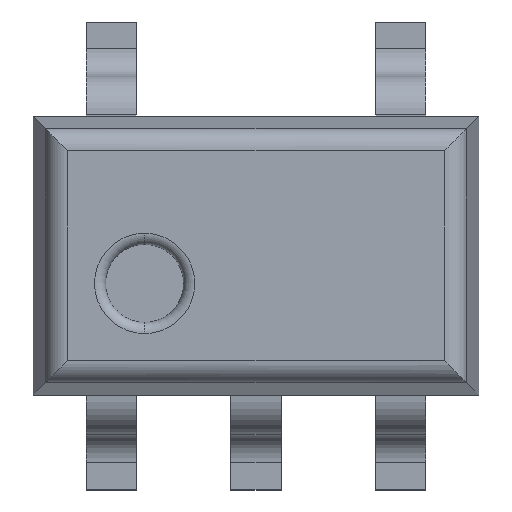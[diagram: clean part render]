
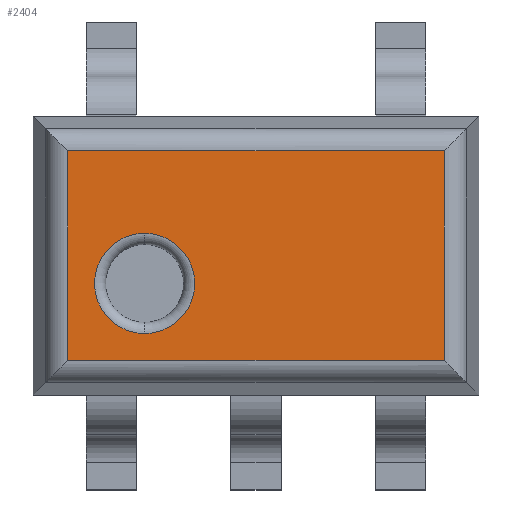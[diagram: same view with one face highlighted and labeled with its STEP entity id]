
A CAD part, top view. The second image highlights one B-rep face of the part: STEP entity #2404.
In plain terms, the highlighted planar face has unit normal (0, 0, 1).
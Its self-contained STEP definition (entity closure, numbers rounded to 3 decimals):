
#2198 = CARTESIAN_POINT ( 'NONE',  ( -0.5, -0.35, 1.1 ) ) ;
#2199 = VERTEX_POINT ( 'NONE', #2198 ) ;
#2207 = CARTESIAN_POINT ( 'NONE',  ( -0.5, 0.1, 1.1 ) ) ;
#2208 = VERTEX_POINT ( 'NONE', #2207 ) ;
#2209 = CARTESIAN_POINT ( 'NONE',  ( -0.5, -0.125, 1.1 ) ) ;
#2210 = DIRECTION ( 'NONE',  ( 0., 0., -1. ) ) ;
#2211 = DIRECTION ( 'NONE',  ( 0., 1., 0. ) ) ;
#2212 = AXIS2_PLACEMENT_3D ( 'NONE', #2209, #2210, #2211 ) ;
#2213 = CIRCLE ( 'NONE', #2212, 0.225) ;
#2214 = EDGE_CURVE ( 'NONE', #2208, #2199, #2213, .T. ) ;
#2355 = ORIENTED_EDGE ( 'NONE', *, *, #2214, .T. ) ;
#2356 = CARTESIAN_POINT ( 'NONE',  ( -0.5, -0.125, 1.1 ) ) ;
#2357 = DIRECTION ( 'NONE',  ( 0., 0., -1. ) ) ;
#2358 = DIRECTION ( 'NONE',  ( 0., 1., 0. ) ) ;
#2359 = AXIS2_PLACEMENT_3D ( 'NONE', #2356, #2357, #2358 ) ;
#2360 = CIRCLE ( 'NONE', #2359, 0.225) ;
#2361 = EDGE_CURVE ( 'NONE', #2199, #2208, #2360, .T. ) ;
#2362 = ORIENTED_EDGE ( 'NONE', *, *, #2361, .T. ) ;
#2363 = EDGE_LOOP ( 'NONE', ( #2355, #2362 ) ) ;
#2364 = FACE_BOUND ( 'NONE', #2363, .T. ) ;
#2365 = CARTESIAN_POINT ( 'NONE',  ( 0.846, -0.471, 1.1 ) ) ;
#2366 = VERTEX_POINT ( 'NONE', #2365 ) ;
#2367 = CARTESIAN_POINT ( 'NONE',  ( 0.846, 0.471, 1.1 ) ) ;
#2368 = VERTEX_POINT ( 'NONE', #2367 ) ;
#2369 = CARTESIAN_POINT ( 'NONE',  ( 0.846, 0.555, 1.1 ) ) ;
#2370 = DIRECTION ( 'NONE',  ( 0., 1., 0. ) ) ;
#2371 = VECTOR ( 'NONE', #2370, 1000. ) ;
#2372 = LINE ( 'NONE', #2369, #2371 ) ;
#2373 = EDGE_CURVE ( 'NONE', #2366, #2368, #2372, .T. ) ;
#2374 = ORIENTED_EDGE ( 'NONE', *, *, #2373, .T. ) ;
#2375 = CARTESIAN_POINT ( 'NONE',  ( -0.846, 0.471, 1.1 ) ) ;
#2376 = VERTEX_POINT ( 'NONE', #2375 ) ;
#2377 = CARTESIAN_POINT ( 'NONE',  ( -0.93, 0.471, 1.1 ) ) ;
#2378 = DIRECTION ( 'NONE',  ( -1., 0., 0. ) ) ;
#2379 = VECTOR ( 'NONE', #2378, 1000. ) ;
#2380 = LINE ( 'NONE', #2377, #2379 ) ;
#2381 = EDGE_CURVE ( 'NONE', #2368, #2376, #2380, .T. ) ;
#2382 = ORIENTED_EDGE ( 'NONE', *, *, #2381, .T. ) ;
#2383 = CARTESIAN_POINT ( 'NONE',  ( -0.846, -0.471, 1.1 ) ) ;
#2384 = VERTEX_POINT ( 'NONE', #2383 ) ;
#2385 = CARTESIAN_POINT ( 'NONE',  ( -0.846, -0.555, 1.1 ) ) ;
#2386 = DIRECTION ( 'NONE',  ( 0., -1., 0. ) ) ;
#2387 = VECTOR ( 'NONE', #2386, 1000. ) ;
#2388 = LINE ( 'NONE', #2385, #2387 ) ;
#2389 = EDGE_CURVE ( 'NONE', #2376, #2384, #2388, .T. ) ;
#2390 = ORIENTED_EDGE ( 'NONE', *, *, #2389, .T. ) ;
#2391 = CARTESIAN_POINT ( 'NONE',  ( 0.93, -0.471, 1.1 ) ) ;
#2392 = DIRECTION ( 'NONE',  ( 1., 0., 0. ) ) ;
#2393 = VECTOR ( 'NONE', #2392, 1000. ) ;
#2394 = LINE ( 'NONE', #2391, #2393 ) ;
#2395 = EDGE_CURVE ( 'NONE', #2384, #2366, #2394, .T. ) ;
#2396 = ORIENTED_EDGE ( 'NONE', *, *, #2395, .T. ) ;
#2397 = EDGE_LOOP ( 'NONE', ( #2374, #2382, #2390, #2396 ) ) ;
#2398 = FACE_OUTER_BOUND ( 'NONE', #2397, .T. ) ;
#2399 = CARTESIAN_POINT ( 'NONE',  ( 0., 0., 1.1 ) ) ;
#2400 = DIRECTION ( 'NONE',  ( 0., 0., -1. ) ) ;
#2401 = DIRECTION ( 'NONE',  ( 0., 1., 0. ) ) ;
#2402 = AXIS2_PLACEMENT_3D ( 'NONE', #2399, #2400, #2401 ) ;
#2403 = PLANE ( 'NONE', #2402 ) ;
#2404 = ADVANCED_FACE ( 'NONE', ( #2364, #2398 ), #2403, .F. ) ;
